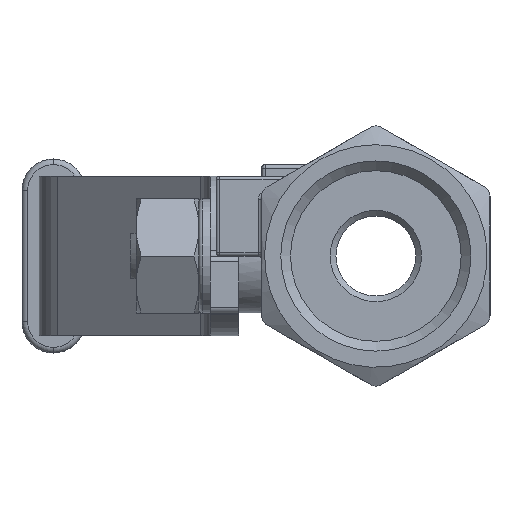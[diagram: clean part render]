
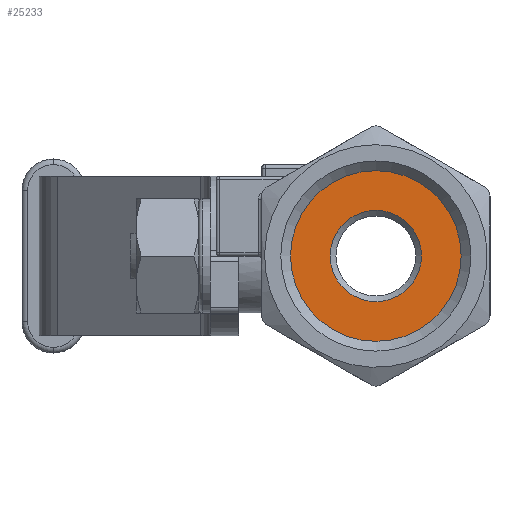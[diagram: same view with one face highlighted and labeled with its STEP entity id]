
A CAD part, left-side view. The second image highlights one B-rep face of the part: STEP entity #25233.
In plain terms, the highlighted planar face has unit normal (-1, 0, 0).
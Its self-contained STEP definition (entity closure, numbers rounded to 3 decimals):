
#1276 = CARTESIAN_POINT ( 'NONE',  ( -11., 0., 0. ) ) ;
#1277 = DIRECTION ( 'NONE',  ( 1., 0., 0. ) ) ;
#1278 = DIRECTION ( 'NONE',  ( 0., 0., 1. ) ) ;
#1279 = CARTESIAN_POINT ( 'NONE',  ( -11., 0., 0. ) ) ;
#1280 = DIRECTION ( 'NONE',  ( -1., 0., 0. ) ) ;
#1281 = DIRECTION ( 'NONE',  ( 0., 0., 1. ) ) ;
#12034 = EDGE_LOOP ( 'NONE', ( #32845 ) ) ;
#12035 = EDGE_LOOP ( 'NONE', ( #32901 ) ) ;
#14498 = FACE_BOUND ( 'NONE', #12034, .T. ) ;
#14514 = FACE_OUTER_BOUND ( 'NONE', #12035, .T. ) ;
#14515 = PLANE ( 'NONE',  #14836 ) ;
#14524 = CARTESIAN_POINT ( 'NONE',  ( -11., 7.475, 0. ) ) ;
#14525 = DIRECTION ( 'NONE',  ( -1., 0., 0. ) ) ;
#14526 = DIRECTION ( 'NONE',  ( 0., 0., 1. ) ) ;
#14836 = AXIS2_PLACEMENT_3D ( 'NONE', #14524, #14525, #14526 ) ;
#17110 = EDGE_CURVE ( 'NONE', #29854, #29854, #25653, .T. ) ;
#17111 = EDGE_CURVE ( 'NONE', #29856, #29856, #25652, .T. ) ;
#25233 = ADVANCED_FACE ( 'NONE', ( #14498, #14514 ), #14515, .T. ) ;
#25652 = CIRCLE ( 'NONE', #25666, 7.475 ) ;
#25653 = CIRCLE ( 'NONE', #25672, 4. ) ;
#25666 = AXIS2_PLACEMENT_3D ( 'NONE', #1279, #1280, #1281 ) ;
#25672 = AXIS2_PLACEMENT_3D ( 'NONE', #1276, #1277, #1278 ) ;
#29854 = VERTEX_POINT ( 'NONE', #29857 ) ;
#29856 = VERTEX_POINT ( 'NONE', #29859 ) ;
#29857 = CARTESIAN_POINT ( 'NONE',  ( -11., 0., 4. ) ) ;
#29859 = CARTESIAN_POINT ( 'NONE',  ( -11., 0., 7.475 ) ) ;
#32845 = ORIENTED_EDGE ( 'NONE', *, *, #17110, .T. ) ;
#32901 = ORIENTED_EDGE ( 'NONE', *, *, #17111, .T. ) ;
